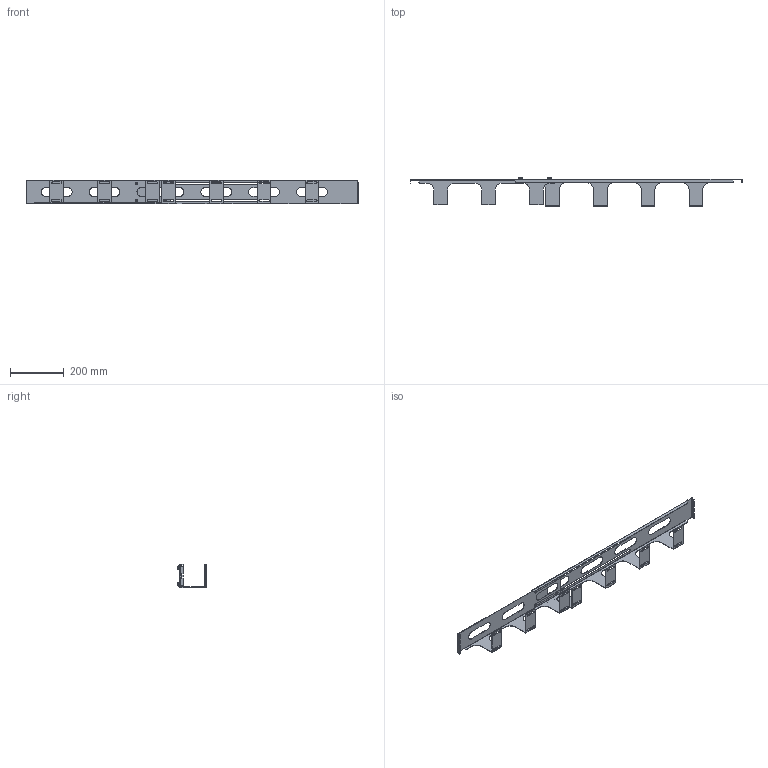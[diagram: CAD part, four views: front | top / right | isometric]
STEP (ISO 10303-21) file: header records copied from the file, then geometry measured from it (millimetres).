
FILE_DESCRIPTION (( 'STEP AP214' ), '1' );
FILE_NAME ('RDCM3348BK.STEP', '2020-11-11T15:13:30', ( '' ), ( '' ), 'SwSTEP 2.0', 'SolidWorks 2019', '' );
FILE_SCHEMA (( 'AUTOMOTIVE_DESIGN' ));
Length unit declared in the file: inch
Products named in the file (1): RDCM3348BK
Bounding box: 1234.8 x 105.33 x 88.09 mm (x, y, z)
Volume: 248252.4 mm3; surface area: 359592.5 mm2
Topology: 18 solids, 18 shells, 475 faces, 1293 edges, 862 vertices
Faces by surface type: plane 278, cylinder 145, cone 36, bspline 16
Full cylindrical faces by diameter (mm): 4.039 x4, 7.036 x4, 7.137 x4, 7.938 x4, 12.954 x4
Entity records: 24896 total; most frequent: CARTESIAN_POINT 6677, ORIENTED_EDGE 2442, DIRECTION 2352, EDGE_CURVE 1221, VERTEX_POINT 838, AXIS2_PLACEMENT_3D 809, VECTOR 734, LINE 734
